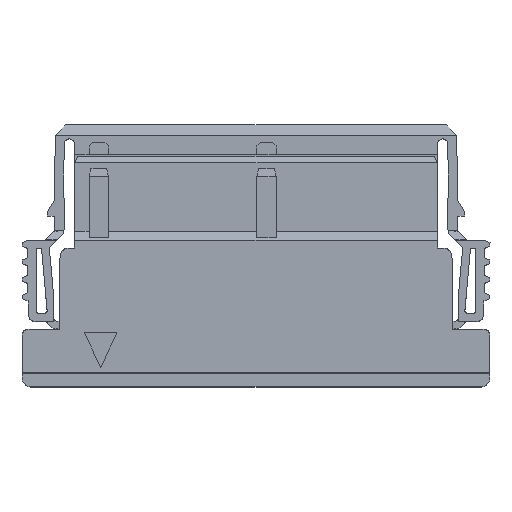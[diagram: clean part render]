
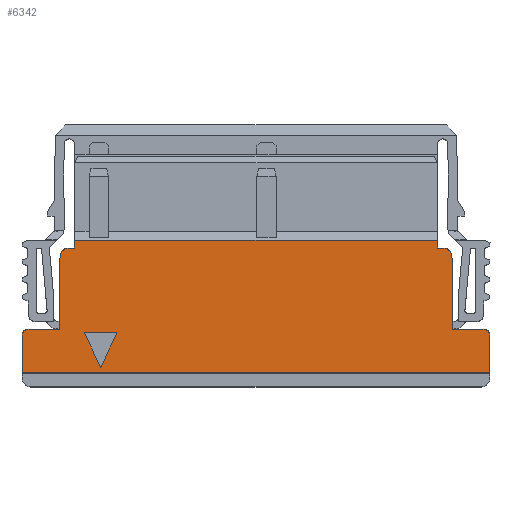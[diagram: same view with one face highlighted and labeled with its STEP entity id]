
A CAD part, top view. The second image highlights one B-rep face of the part: STEP entity #6342.
In plain terms, the highlighted planar face has unit normal (0, 0, 1).
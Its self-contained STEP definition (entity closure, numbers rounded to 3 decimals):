
#1673=CARTESIAN_POINT('',(19.28,0.,4.98));
#1674=VERTEX_POINT('',#1673);
#1689=CARTESIAN_POINT('',(-1.5,0.,4.98));
#1690=VERTEX_POINT('',#1689);
#1697=CARTESIAN_POINT('',(19.28,0.,4.98));
#1698=DIRECTION('',(-1.,0.,0.));
#1699=VECTOR('',#1698,20.78);
#1700=LINE('',#1697,#1699);
#1701=EDGE_CURVE('',#1674,#1690,#1700,.T.);
#5309=CARTESIAN_POINT('',(20.13,-5.1,4.98));
#5310=VERTEX_POINT('',#5309);
#5341=CARTESIAN_POINT('',(20.13,-1.316,4.98));
#5342=VERTEX_POINT('',#5341);
#5349=CARTESIAN_POINT('',(20.13,-5.1,4.98));
#5350=DIRECTION('',(0.,1.,0.));
#5351=VECTOR('',#5350,3.784);
#5352=LINE('',#5349,#5351);
#5353=EDGE_CURVE('',#5310,#5342,#5352,.T.);
#5365=CARTESIAN_POINT('',(21.88,-5.1,4.98));
#5366=VERTEX_POINT('',#5365);
#5388=CARTESIAN_POINT('',(20.13,-5.1,4.98));
#5389=DIRECTION('',(1.,0.,0.));
#5390=VECTOR('',#5389,1.75);
#5391=LINE('',#5388,#5390);
#5392=EDGE_CURVE('',#5310,#5366,#5391,.T.);
#5430=CARTESIAN_POINT('',(22.28,-5.5,4.98));
#5431=VERTEX_POINT('',#5430);
#5438=CARTESIAN_POINT('',(21.88,-5.5,4.98));
#5439=DIRECTION('',(0.,1.,0.));
#5440=DIRECTION('',(0.,0.,-1.));
#5441=AXIS2_PLACEMENT_3D('',#5438,#5440,#5439);
#5442=CIRCLE('',#5441,0.4);
#5443=EDGE_CURVE('',#5366,#5431,#5442,.T.);
#5455=CARTESIAN_POINT('',(22.28,-7.6,4.98));
#5456=VERTEX_POINT('',#5455);
#5609=CARTESIAN_POINT('',(22.28,-7.6,4.98));
#5610=DIRECTION('',(0.,1.,0.));
#5611=VECTOR('',#5610,2.1);
#5612=LINE('',#5609,#5611);
#5613=EDGE_CURVE('',#5456,#5431,#5612,.T.);
#6089=CARTESIAN_POINT('',(-4.5,-7.6,4.98));
#6090=VERTEX_POINT('',#6089);
#6091=CARTESIAN_POINT('',(22.28,-7.6,4.98));
#6092=DIRECTION('',(-1.,0.,0.));
#6093=VECTOR('',#6092,26.78);
#6094=LINE('',#6091,#6093);
#6095=EDGE_CURVE('',#5456,#6090,#6094,.T.);
#6226=CARTESIAN_POINT('',(8.89,-3.8,4.98));
#6227=DIRECTION('',(-1.,0.,0.));
#6228=DIRECTION('',(0.,0.,1.));
#6229=AXIS2_PLACEMENT_3D('',#6226,#6228,#6227);
#6230=PLANE('',#6229);
#6231=ORIENTED_EDGE('',*,*,#5613,.T.);
#6232=ORIENTED_EDGE('',*,*,#5443,.F.);
#6233=ORIENTED_EDGE('',*,*,#5392,.F.);
#6234=ORIENTED_EDGE('',*,*,#5353,.T.);
#6235=CARTESIAN_POINT('',(19.63,-0.45,4.98));
#6236=VERTEX_POINT('',#6235);
#6237=CARTESIAN_POINT('',(19.63,-0.45,4.98));
#6238=CARTESIAN_POINT('',(20.13,-0.45,4.98));
#6239=CARTESIAN_POINT('',(20.13,-1.316,4.98));
#6240=B_SPLINE_CURVE_WITH_KNOTS('',2,(#6237,#6238,#6239),.UNSPECIFIED.,.F.,.U.,(3,3),(0.,1.),.UNSPECIFIED.);
#6241=EDGE_CURVE('',#6236,#5342,#6240,.T.);
#6242=ORIENTED_EDGE('',*,*,#6241,.F.);
#6243=CARTESIAN_POINT('',(19.28,-0.45,4.98));
#6244=VERTEX_POINT('',#6243);
#6245=CARTESIAN_POINT('',(19.28,-0.45,4.98));
#6246=DIRECTION('',(1.,0.,0.));
#6247=VECTOR('',#6246,0.35);
#6248=LINE('',#6245,#6247);
#6249=EDGE_CURVE('',#6244,#6236,#6248,.T.);
#6250=ORIENTED_EDGE('',*,*,#6249,.F.);
#6251=CARTESIAN_POINT('',(19.28,-0.45,4.98));
#6252=DIRECTION('',(0.,1.,0.));
#6253=VECTOR('',#6252,0.45);
#6254=LINE('',#6251,#6253);
#6255=EDGE_CURVE('',#6244,#1674,#6254,.T.);
#6256=ORIENTED_EDGE('',*,*,#6255,.T.);
#6257=ORIENTED_EDGE('',*,*,#1701,.T.);
#6258=CARTESIAN_POINT('',(-1.5,-0.45,4.98));
#6259=VERTEX_POINT('',#6258);
#6260=CARTESIAN_POINT('',(-1.5,0.,4.98));
#6261=DIRECTION('',(0.,-1.,0.));
#6262=VECTOR('',#6261,0.45);
#6263=LINE('',#6260,#6262);
#6264=EDGE_CURVE('',#1690,#6259,#6263,.T.);
#6265=ORIENTED_EDGE('',*,*,#6264,.T.);
#6266=CARTESIAN_POINT('',(-1.85,-0.45,4.98));
#6267=VERTEX_POINT('',#6266);
#6268=CARTESIAN_POINT('',(-1.5,-0.45,4.98));
#6269=DIRECTION('',(-1.,0.,0.));
#6270=VECTOR('',#6269,0.35);
#6271=LINE('',#6268,#6270);
#6272=EDGE_CURVE('',#6259,#6267,#6271,.T.);
#6273=ORIENTED_EDGE('',*,*,#6272,.T.);
#6274=CARTESIAN_POINT('',(-2.35,-1.316,4.98));
#6275=VERTEX_POINT('',#6274);
#6276=CARTESIAN_POINT('',(-1.85,-0.45,4.98));
#6277=CARTESIAN_POINT('',(-2.35,-0.45,4.98));
#6278=CARTESIAN_POINT('',(-2.35,-1.316,4.98));
#6279=B_SPLINE_CURVE_WITH_KNOTS('',2,(#6276,#6277,#6278),.UNSPECIFIED.,.F.,.U.,(3,3),(0.,1.),.UNSPECIFIED.);
#6280=EDGE_CURVE('',#6267,#6275,#6279,.T.);
#6281=ORIENTED_EDGE('',*,*,#6280,.T.);
#6282=CARTESIAN_POINT('',(-2.35,-5.1,4.98));
#6283=VERTEX_POINT('',#6282);
#6284=CARTESIAN_POINT('',(-2.35,-5.1,4.98));
#6285=DIRECTION('',(0.,1.,0.));
#6286=VECTOR('',#6285,3.784);
#6287=LINE('',#6284,#6286);
#6288=EDGE_CURVE('',#6283,#6275,#6287,.T.);
#6289=ORIENTED_EDGE('',*,*,#6288,.F.);
#6290=CARTESIAN_POINT('',(-4.1,-5.1,4.98));
#6291=VERTEX_POINT('',#6290);
#6292=CARTESIAN_POINT('',(-2.35,-5.1,4.98));
#6293=DIRECTION('',(-1.,0.,0.));
#6294=VECTOR('',#6293,1.75);
#6295=LINE('',#6292,#6294);
#6296=EDGE_CURVE('',#6283,#6291,#6295,.T.);
#6297=ORIENTED_EDGE('',*,*,#6296,.T.);
#6298=CARTESIAN_POINT('',(-4.5,-5.5,4.98));
#6299=VERTEX_POINT('',#6298);
#6300=CARTESIAN_POINT('',(-4.1,-5.5,4.98));
#6301=DIRECTION('',(-1.,0.,0.));
#6302=DIRECTION('',(0.,0.,-1.));
#6303=AXIS2_PLACEMENT_3D('',#6300,#6302,#6301);
#6304=CIRCLE('',#6303,0.4);
#6305=EDGE_CURVE('',#6299,#6291,#6304,.T.);
#6306=ORIENTED_EDGE('',*,*,#6305,.F.);
#6307=CARTESIAN_POINT('',(-4.5,-7.6,4.98));
#6308=DIRECTION('',(0.,1.,0.));
#6309=VECTOR('',#6308,2.1);
#6310=LINE('',#6307,#6309);
#6311=EDGE_CURVE('',#6090,#6299,#6310,.T.);
#6312=ORIENTED_EDGE('',*,*,#6311,.F.);
#6313=ORIENTED_EDGE('',*,*,#6095,.F.);
#6314=EDGE_LOOP('',(#6231,#6232,#6233,#6234,#6242,#6250,#6256,#6257,#6265,#6273,#6281,#6289,#6297,#6306,#6312,#6313));
#6315=FACE_OUTER_BOUND('',#6314,.T.);
#6316=CARTESIAN_POINT('',(-0.933,-5.29,4.98));
#6317=VERTEX_POINT('',#6316);
#6318=CARTESIAN_POINT('',(0.933,-5.29,4.98));
#6319=VERTEX_POINT('',#6318);
#6320=CARTESIAN_POINT('',(-0.933,-5.29,4.98));
#6321=DIRECTION('',(1.,0.,0.));
#6322=VECTOR('',#6321,1.865);
#6323=LINE('',#6320,#6322);
#6324=EDGE_CURVE('',#6317,#6319,#6323,.T.);
#6325=ORIENTED_EDGE('',*,*,#6324,.T.);
#6326=CARTESIAN_POINT('',(0.,-7.29,4.98));
#6327=VERTEX_POINT('',#6326);
#6328=CARTESIAN_POINT('',(0.933,-5.29,4.98));
#6329=DIRECTION('',(-0.423,-0.906,0.));
#6330=VECTOR('',#6329,2.207);
#6331=LINE('',#6328,#6330);
#6332=EDGE_CURVE('',#6319,#6327,#6331,.T.);
#6333=ORIENTED_EDGE('',*,*,#6332,.T.);
#6334=CARTESIAN_POINT('',(0.,-7.29,4.98));
#6335=DIRECTION('',(-0.423,0.906,0.));
#6336=VECTOR('',#6335,2.207);
#6337=LINE('',#6334,#6336);
#6338=EDGE_CURVE('',#6327,#6317,#6337,.T.);
#6339=ORIENTED_EDGE('',*,*,#6338,.T.);
#6340=EDGE_LOOP('',(#6325,#6333,#6339));
#6341=FACE_BOUND('',#6340,.T.);
#6342=ADVANCED_FACE('',(#6315,#6341),#6230,.T.);
